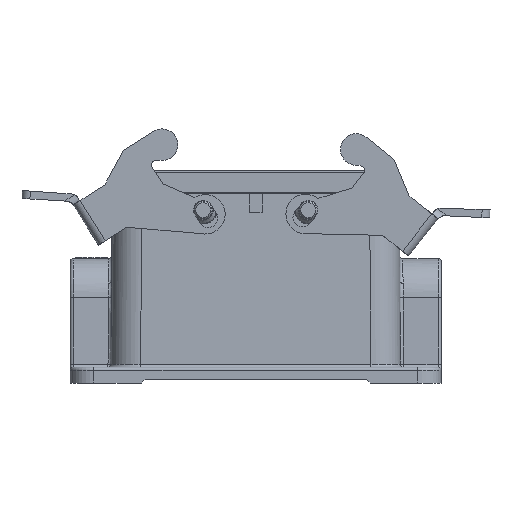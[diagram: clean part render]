
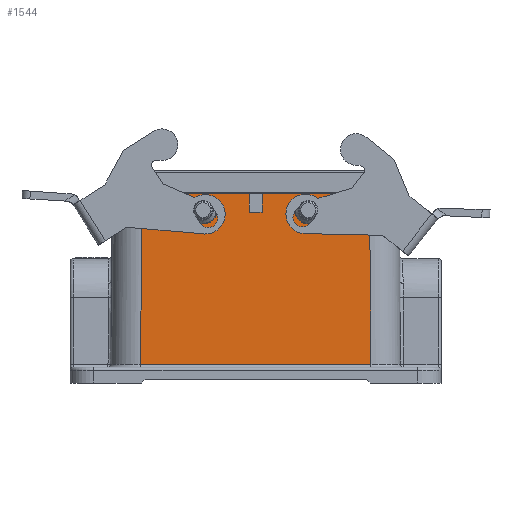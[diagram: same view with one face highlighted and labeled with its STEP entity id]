
A CAD part, front view. The second image highlights one B-rep face of the part: STEP entity #1544.
In plain terms, the highlighted planar face has unit normal (0, -1, 0.007).
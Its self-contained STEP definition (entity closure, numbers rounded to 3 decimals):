
#1383=CARTESIAN_POINT('',(57.0,-21.825,-38.25));
#1384=DIRECTION('',(0.0,-1.,0.007));
#1385=DIRECTION('',(0.0,-0.007,-1.));
#1386=AXIS2_PLACEMENT_3D('',#1383,#1384,#1385);
#1387=PLANE('',#1386);
#1388=CARTESIAN_POINT('',(-28.8,-21.5,5.7));
#1389=VERTEX_POINT('',#1388);
#1390=CARTESIAN_POINT('',(-29.168,-21.819,-37.456));
#1391=VERTEX_POINT('',#1390);
#1392=CARTESIAN_POINT('',(-28.8,-21.5,5.7));
#1393=DIRECTION('',(-0.009,-0.007,-1.));
#1394=VECTOR('',#1393,43.159);
#1395=LINE('',#1392,#1394);
#1396=EDGE_CURVE('',#1389,#1391,#1395,.T.);
#1397=ORIENTED_EDGE('',*,*,#1396,.T.);
#1398=CARTESIAN_POINT('',(29.168,-21.819,-37.456));
#1399=VERTEX_POINT('',#1398);
#1400=CARTESIAN_POINT('',(-29.168,-21.819,-37.456));
#1401=DIRECTION('',(1.0,0.0,0.0));
#1402=VECTOR('',#1401,58.337);
#1403=LINE('',#1400,#1402);
#1404=EDGE_CURVE('',#1391,#1399,#1403,.T.);
#1405=ORIENTED_EDGE('',*,*,#1404,.T.);
#1406=CARTESIAN_POINT('',(28.8,-21.5,5.7));
#1407=VERTEX_POINT('',#1406);
#1408=CARTESIAN_POINT('',(29.168,-21.819,-37.456));
#1409=DIRECTION('',(-0.009,0.007,1.));
#1410=VECTOR('',#1409,43.159);
#1411=LINE('',#1408,#1410);
#1412=EDGE_CURVE('',#1399,#1407,#1411,.T.);
#1413=ORIENTED_EDGE('',*,*,#1412,.T.);
#1414=CARTESIAN_POINT('',(1.6,-21.5,5.7));
#1415=VERTEX_POINT('',#1414);
#1416=CARTESIAN_POINT('',(28.8,-21.5,5.7));
#1417=DIRECTION('',(-1.0,0.0,0.0));
#1418=VECTOR('',#1417,27.2);
#1419=LINE('',#1416,#1418);
#1420=EDGE_CURVE('',#1407,#1415,#1419,.T.);
#1421=ORIENTED_EDGE('',*,*,#1420,.T.);
#1422=CARTESIAN_POINT('',(1.6,-21.535,1.));
#1423=VERTEX_POINT('',#1422);
#1424=CARTESIAN_POINT('',(1.6,-21.535,1.));
#1425=DIRECTION('',(0.0,0.007,1.));
#1426=VECTOR('',#1425,4.7);
#1427=LINE('',#1424,#1426);
#1428=EDGE_CURVE('',#1423,#1415,#1427,.T.);
#1429=ORIENTED_EDGE('',*,*,#1428,.F.);
#1430=CARTESIAN_POINT('',(-1.6,-21.535,1.));
#1431=VERTEX_POINT('',#1430);
#1432=CARTESIAN_POINT('',(1.6,-21.535,1.));
#1433=DIRECTION('',(-1.0,0.0,0.0));
#1434=VECTOR('',#1433,3.2);
#1435=LINE('',#1432,#1434);
#1436=EDGE_CURVE('',#1423,#1431,#1435,.T.);
#1437=ORIENTED_EDGE('',*,*,#1436,.T.);
#1438=CARTESIAN_POINT('',(-1.6,-21.5,5.7));
#1439=VERTEX_POINT('',#1438);
#1440=CARTESIAN_POINT('',(-1.6,-21.5,5.7));
#1441=DIRECTION('',(0.0,-0.007,-1.));
#1442=VECTOR('',#1441,4.7);
#1443=LINE('',#1440,#1442);
#1444=EDGE_CURVE('',#1439,#1431,#1443,.T.);
#1445=ORIENTED_EDGE('',*,*,#1444,.F.);
#1446=CARTESIAN_POINT('',(-1.6,-21.5,5.7));
#1447=DIRECTION('',(-1.0,0.0,0.0));
#1448=VECTOR('',#1447,27.2);
#1449=LINE('',#1446,#1448);
#1450=EDGE_CURVE('',#1439,#1389,#1449,.T.);
#1451=ORIENTED_EDGE('',*,*,#1450,.T.);
#1452=EDGE_LOOP('',(#1397,#1405,#1413,#1421,#1429,#1437,#1445,#1451));
#1453=FACE_OUTER_BOUND('',#1452,.T.);
#1454=CARTESIAN_POINT('',(15.1,-21.531,1.55));
#1455=VERTEX_POINT('',#1454);
#1456=CARTESIAN_POINT('',(11.5,-21.531,1.554));
#1457=VERTEX_POINT('',#1456);
#1458=CARTESIAN_POINT('',(15.1,-21.531,1.55));
#1459=CARTESIAN_POINT('',(15.1,-21.527,2.047));
#1460=CARTESIAN_POINT('',(14.925,-21.524,2.47));
#1461=CARTESIAN_POINT('',(14.573,-21.521,2.822));
#1462=CARTESIAN_POINT('',(14.222,-21.519,3.174));
#1463=CARTESIAN_POINT('',(13.798,-21.517,3.35));
#1464=CARTESIAN_POINT('',(13.301,-21.517,3.35));
#1465=CARTESIAN_POINT('',(12.804,-21.517,3.35));
#1466=CARTESIAN_POINT('',(12.38,-21.519,3.175));
#1467=CARTESIAN_POINT('',(12.028,-21.521,2.824));
#1468=CARTESIAN_POINT('',(11.677,-21.524,2.473));
#1469=CARTESIAN_POINT('',(11.501,-21.527,2.05));
#1470=CARTESIAN_POINT('',(11.5,-21.531,1.554));
#1471=B_SPLINE_CURVE_WITH_KNOTS('',3,(#1458,#1459,#1460,#1461,#1462,#1463,#1464,#1465,#1466,#1467,#1468,#1469,#1470),.UNSPECIFIED.,.F.,.U.,(4,3,3,3,4),(0.,0.25,0.5,0.75,1.),.UNSPECIFIED.);
#1472=EDGE_CURVE('',#1455,#1457,#1471,.T.);
#1473=ORIENTED_EDGE('',*,*,#1472,.F.);
#1474=CARTESIAN_POINT('',(16.8,-21.531,1.55));
#1475=VERTEX_POINT('',#1474);
#1476=CARTESIAN_POINT('',(16.8,-21.531,1.55));
#1477=DIRECTION('',(-1.0,0.0,0.0));
#1478=VECTOR('',#1477,1.7);
#1479=LINE('',#1476,#1478);
#1480=EDGE_CURVE('',#1475,#1455,#1479,.T.);
#1481=ORIENTED_EDGE('',*,*,#1480,.F.);
#1482=CARTESIAN_POINT('',(9.8,-21.531,1.55));
#1483=VERTEX_POINT('',#1482);
#1484=CARTESIAN_POINT('',(13.3,-21.531,1.55));
#1485=DIRECTION('',(0.0,-1.,0.007));
#1486=DIRECTION('',(0.0,-0.007,-1.));
#1487=AXIS2_PLACEMENT_3D('',#1484,#1485,#1486);
#1488=ELLIPSE('',#1487,3.5,3.5);
#1489=EDGE_CURVE('',#1483,#1475,#1488,.T.);
#1490=ORIENTED_EDGE('',*,*,#1489,.F.);
#1491=CARTESIAN_POINT('',(11.5,-21.531,1.55));
#1492=DIRECTION('',(-1.0,0.0,0.0));
#1493=VECTOR('',#1492,1.7);
#1494=LINE('',#1491,#1493);
#1495=EDGE_CURVE('',#1457,#1483,#1494,.T.);
#1496=ORIENTED_EDGE('',*,*,#1495,.F.);
#1497=EDGE_LOOP('',(#1473,#1481,#1490,#1496));
#1498=FACE_BOUND('',#1497,.T.);
#1499=CARTESIAN_POINT('',(-11.5,-21.531,1.55));
#1500=VERTEX_POINT('',#1499);
#1501=CARTESIAN_POINT('',(-15.1,-21.531,1.554));
#1502=VERTEX_POINT('',#1501);
#1503=CARTESIAN_POINT('',(-11.5,-21.531,1.55));
#1504=CARTESIAN_POINT('',(-11.5,-21.527,2.047));
#1505=CARTESIAN_POINT('',(-11.676,-21.524,2.471));
#1506=CARTESIAN_POINT('',(-12.027,-21.521,2.823));
#1507=CARTESIAN_POINT('',(-12.378,-21.519,3.174));
#1508=CARTESIAN_POINT('',(-12.802,-21.517,3.35));
#1509=CARTESIAN_POINT('',(-13.299,-21.517,3.35));
#1510=CARTESIAN_POINT('',(-13.796,-21.517,3.35));
#1511=CARTESIAN_POINT('',(-14.22,-21.519,3.175));
#1512=CARTESIAN_POINT('',(-14.572,-21.521,2.824));
#1513=CARTESIAN_POINT('',(-14.923,-21.524,2.473));
#1514=CARTESIAN_POINT('',(-15.099,-21.527,2.05));
#1515=CARTESIAN_POINT('',(-15.1,-21.531,1.554));
#1516=B_SPLINE_CURVE_WITH_KNOTS('',3,(#1503,#1504,#1505,#1506,#1507,#1508,#1509,#1510,#1511,#1512,#1513,#1514,#1515),.UNSPECIFIED.,.F.,.U.,(4,3,3,3,4),(0.,0.25,0.5,0.75,1.),.UNSPECIFIED.);
#1517=EDGE_CURVE('',#1500,#1502,#1516,.T.);
#1518=ORIENTED_EDGE('',*,*,#1517,.F.);
#1519=CARTESIAN_POINT('',(-9.8,-21.531,1.55));
#1520=VERTEX_POINT('',#1519);
#1521=CARTESIAN_POINT('',(-9.8,-21.531,1.55));
#1522=DIRECTION('',(-1.0,0.0,0.0));
#1523=VECTOR('',#1522,1.7);
#1524=LINE('',#1521,#1523);
#1525=EDGE_CURVE('',#1520,#1500,#1524,.T.);
#1526=ORIENTED_EDGE('',*,*,#1525,.F.);
#1527=CARTESIAN_POINT('',(-16.8,-21.531,1.55));
#1528=VERTEX_POINT('',#1527);
#1529=CARTESIAN_POINT('',(-13.3,-21.531,1.55));
#1530=DIRECTION('',(0.0,-1.,0.007));
#1531=DIRECTION('',(0.0,-0.007,-1.));
#1532=AXIS2_PLACEMENT_3D('',#1529,#1530,#1531);
#1533=ELLIPSE('',#1532,3.5,3.5);
#1534=EDGE_CURVE('',#1528,#1520,#1533,.T.);
#1535=ORIENTED_EDGE('',*,*,#1534,.F.);
#1536=CARTESIAN_POINT('',(-15.1,-21.531,1.55));
#1537=DIRECTION('',(-1.0,0.0,0.0));
#1538=VECTOR('',#1537,1.7);
#1539=LINE('',#1536,#1538);
#1540=EDGE_CURVE('',#1502,#1528,#1539,.T.);
#1541=ORIENTED_EDGE('',*,*,#1540,.F.);
#1542=EDGE_LOOP('',(#1518,#1526,#1535,#1541));
#1543=FACE_BOUND('',#1542,.T.);
#1544=ADVANCED_FACE('',(#1453,#1498,#1543),#1387,.T.);
